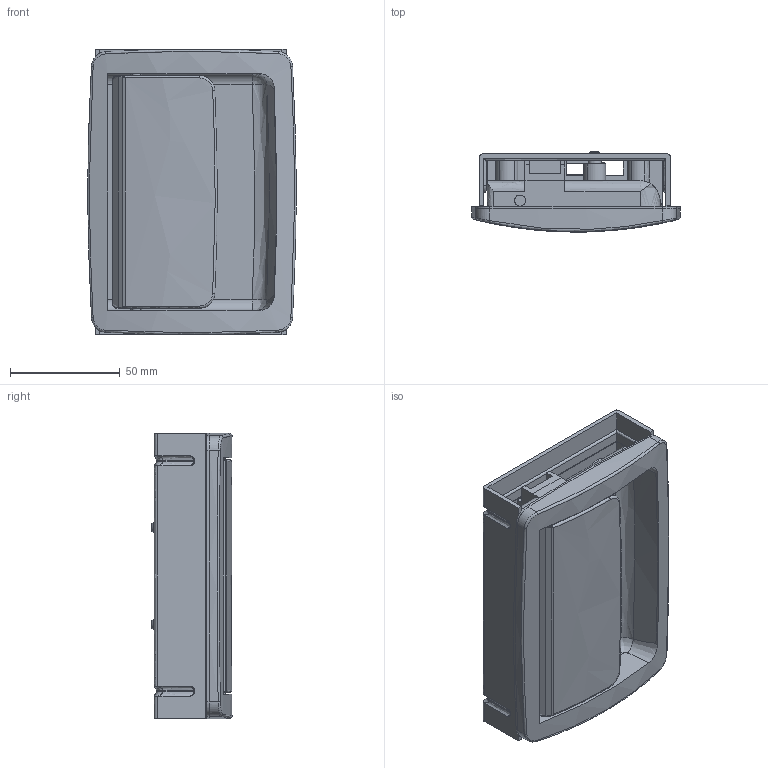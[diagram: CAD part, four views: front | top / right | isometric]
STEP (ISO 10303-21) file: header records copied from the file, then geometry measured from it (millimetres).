
FILE_DESCRIPTION((''),'2;1');
FILE_NAME('','2006-01-17T11:39:12',(''),(''),'','CADfix','');
FILE_SCHEMA(('AUTOMOTIVE_DESIGN'));
Length unit declared in the file: millimetre
Products named in the file (7): joint; bracket; shaft; packing; handle; base; THA_433_F_1612_36
Assembly tree (6 placements, depth 2):
  THA_433_F_1612_36
    joint
    bracket
    shaft
    packing
    handle
    base
Bounding box: 94.96 x 36.49 x 130 mm (x, y, z)
Volume: 127918.6 mm3; surface area: 103640.5 mm2
Topology: 6 solids, 6 shells, 476 faces, 1510 edges, 1054 vertices
Faces by surface type: bspline 476
Entity records: 23589 total; most frequent: CARTESIAN_POINT 14661, ORIENTED_EDGE 3000, EDGE_CURVE 1500, VERTEX_POINT 1054, QUASI_UNIFORM_CURVE 737, B_SPLINE_CURVE_WITH_KNOTS 713, EDGE_LOOP 520, FACE_OUTER_BOUND 476
